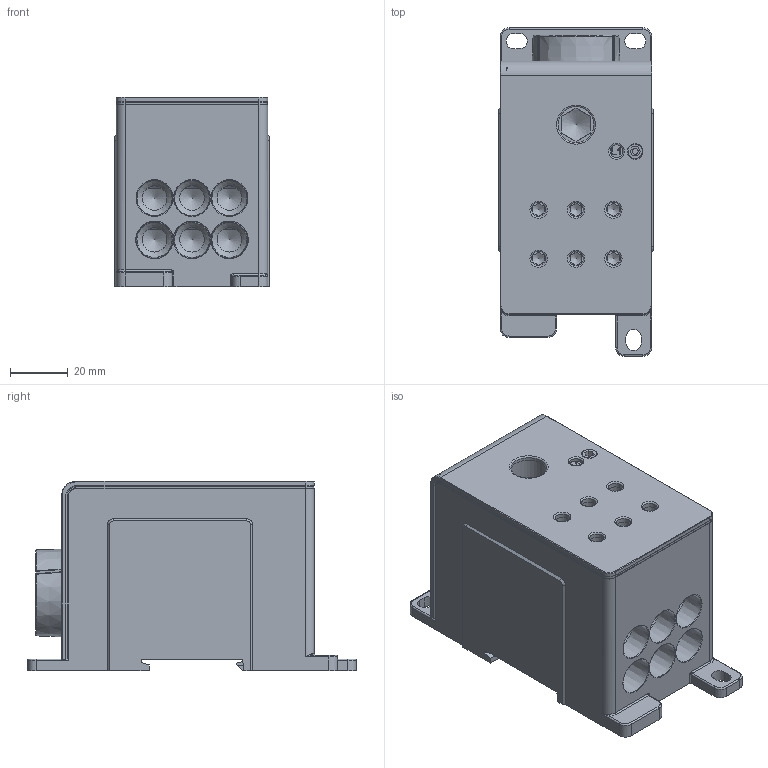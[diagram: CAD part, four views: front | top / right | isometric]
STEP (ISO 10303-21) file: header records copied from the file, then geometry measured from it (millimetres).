
FILE_DESCRIPTION(/* description */ (''),/* implementation_level */ '2;1');
FILE_NAME(/* name */ '27204.0_SVBA_380A.stp',/* time_stamp */ '2017-06-12T15:37:55+02:00',/* author */ ('K.Knoepfle'),/* organization */ ('CONTA-CLIP Verbindungstechnik GmbH'),/* preprocessor_version */ 'ST-DEVELOPER v16.1',/* originating_system */ 'Autodesk Inventor 2016',/* authorisation */ '');
FILE_SCHEMA (('AUTOMOTIVE_DESIGN { 1 0 10303 214 3 1 1 }'));
Length unit declared in the file: millimetre
Products named in the file (1): 27204.0_SVBA_380A
Bounding box: 54 x 114 x 65.7 mm (x, y, z)
Volume: 262137 mm3; surface area: 45910.9 mm2
Topology: 1 solids, 32 shells, 545 faces, 1286 edges, 820 vertices
Faces by surface type: plane 250, cylinder 155, cone 69, torus 35, bspline 27, sphere 9
Full cylindrical faces by diameter (mm): 2 x1, 4.5 x1, 5 x7, 5.1 x1, 5.4 x2, 5.5 x1, 6 x6, 8 x6, 8.5 x11, 12.5 x1, 13.5 x1, 20 x1, 22.5 x1, 26.5 x1
Entity records: 16180 total; most frequent: CARTESIAN_POINT 4123, DIRECTION 2302, ORIENTED_EDGE 2234, EDGE_CURVE 1114, AXIS2_PLACEMENT_3D 884, VERTEX_POINT 762, EDGE_LOOP 702, FACE_OUTER_BOUND 545
